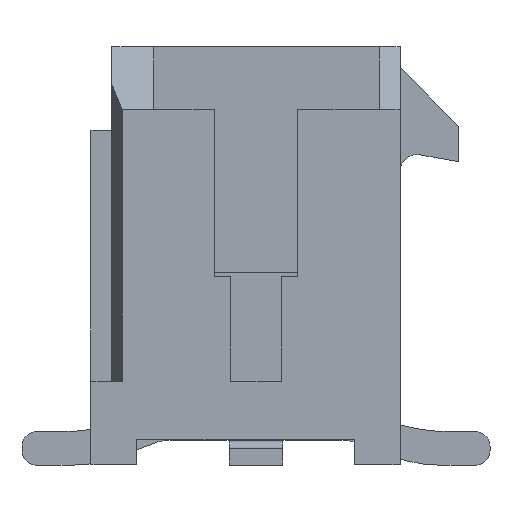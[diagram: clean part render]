
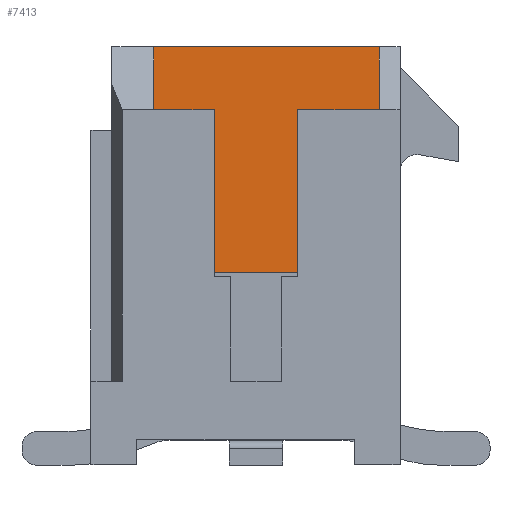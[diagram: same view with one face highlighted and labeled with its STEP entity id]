
A CAD part, left-side view. The second image highlights one B-rep face of the part: STEP entity #7413.
In plain terms, the highlighted planar face has unit normal (-1, 0, 0).
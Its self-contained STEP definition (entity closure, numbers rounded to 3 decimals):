
#83 = CARTESIAN_POINT ( 'NONE',  ( -1.8, 0.95, 8.51 ) ) ;
#117 = VECTOR ( 'NONE', #8316, 1000. ) ;
#251 = VECTOR ( 'NONE', #11174, 1000. ) ;
#689 = LINE ( 'NONE', #9297, #13294 ) ;
#722 = ORIENTED_EDGE ( 'NONE', *, *, #3728, .T. ) ;
#897 = CARTESIAN_POINT ( 'NONE',  ( -1.8, -2.1, 1.51 ) ) ;
#1152 = VERTEX_POINT ( 'NONE', #8074 ) ;
#1256 = CARTESIAN_POINT ( 'NONE',  ( -1.8, -2.1, 2.01 ) ) ;
#1269 = VERTEX_POINT ( 'NONE', #15399 ) ;
#1299 = EDGE_CURVE ( 'NONE', #5066, #12126, #18516, .T. ) ;
#1474 = CARTESIAN_POINT ( 'NONE',  ( -1.8, -4.45, 10.01 ) ) ;
#1535 = DIRECTION ( 'NONE',  ( 0., -1., 0. ) ) ;
#1548 = ORIENTED_EDGE ( 'NONE', *, *, #11154, .F. ) ;
#1599 = LINE ( 'NONE', #8371, #17660 ) ;
#1647 = VERTEX_POINT ( 'NONE', #2370 ) ;
#1877 = VERTEX_POINT ( 'NONE', #6813 ) ;
#2035 = ORIENTED_EDGE ( 'NONE', *, *, #13531, .T. ) ;
#2176 = ORIENTED_EDGE ( 'NONE', *, *, #1299, .T. ) ;
#2193 = CARTESIAN_POINT ( 'NONE',  ( -1.8, 0.95, 8.51 ) ) ;
#2314 = DIRECTION ( 'NONE',  ( 0., 0., -1. ) ) ;
#2370 = CARTESIAN_POINT ( 'NONE',  ( -1.8, 0.95, 10.01 ) ) ;
#3026 = ORIENTED_EDGE ( 'NONE', *, *, #6805, .T. ) ;
#3307 = LINE ( 'NONE', #83, #10567 ) ;
#3385 = CARTESIAN_POINT ( 'NONE',  ( -1.8, 0.95, 8.51 ) ) ;
#3579 = VECTOR ( 'NONE', #14069, 1000. ) ;
#3728 = EDGE_CURVE ( 'NONE', #5797, #19100, #1599, .T. ) ;
#4295 = VECTOR ( 'NONE', #12166, 1000. ) ;
#5066 = VERTEX_POINT ( 'NONE', #11492 ) ;
#5571 = ORIENTED_EDGE ( 'NONE', *, *, #13141, .T. ) ;
#5652 = VECTOR ( 'NONE', #7322, 1000. ) ;
#5797 = VERTEX_POINT ( 'NONE', #9138 ) ;
#6249 = DIRECTION ( 'NONE',  ( 0., 0., 1. ) ) ;
#6534 = CARTESIAN_POINT ( 'NONE',  ( -1.8, -2.5, 4.51 ) ) ;
#6569 = FACE_OUTER_BOUND ( 'NONE', #19427, .T. ) ;
#6623 = ORIENTED_EDGE ( 'NONE', *, *, #15241, .T. ) ;
#6642 = CARTESIAN_POINT ( 'NONE',  ( -1.8, -0.5, 4.51 ) ) ;
#6805 = EDGE_CURVE ( 'NONE', #16309, #5797, #10767, .T. ) ;
#6813 = CARTESIAN_POINT ( 'NONE',  ( -1.8, -2.5, 8.51 ) ) ;
#7196 = CARTESIAN_POINT ( 'NONE',  ( -1.8, -2.5, 4.51 ) ) ;
#7322 = DIRECTION ( 'NONE',  ( 0., 0., 1. ) ) ;
#7413 = ADVANCED_FACE ( 'NONE', ( #6569 ), #9475, .F. ) ;
#7465 = CARTESIAN_POINT ( 'NONE',  ( -1.8, -0.5, 8.51 ) ) ;
#7619 = DIRECTION ( 'NONE',  ( 0., 1., 0. ) ) ;
#7958 = DIRECTION ( 'NONE',  ( 0., -1., 0. ) ) ;
#8074 = CARTESIAN_POINT ( 'NONE',  ( -1.8, -2.5, 4.51 ) ) ;
#8186 = CARTESIAN_POINT ( 'NONE',  ( -1.8, -0.9, 4.51 ) ) ;
#8209 = LINE ( 'NONE', #6642, #18353 ) ;
#8316 = DIRECTION ( 'NONE',  ( 0., -1., 0. ) ) ;
#8371 = CARTESIAN_POINT ( 'NONE',  ( -1.8, 0.95, 1.51 ) ) ;
#8697 = EDGE_CURVE ( 'NONE', #14689, #1647, #3307, .T. ) ;
#8891 = CARTESIAN_POINT ( 'NONE',  ( -1.8, -0.5, 4.51 ) ) ;
#9138 = CARTESIAN_POINT ( 'NONE',  ( -1.8, -0.9, 1.51 ) ) ;
#9284 = AXIS2_PLACEMENT_3D ( 'NONE', #9893, #10198, #2314 ) ;
#9297 = CARTESIAN_POINT ( 'NONE',  ( -1.8, 0.95, 10.01 ) ) ;
#9475 = PLANE ( 'NONE',  #9284 ) ;
#9893 = CARTESIAN_POINT ( 'NONE',  ( -1.8, 0.95, 8.51 ) ) ;
#10198 = DIRECTION ( 'NONE',  ( 1., 0., 0. ) ) ;
#10317 = EDGE_CURVE ( 'NONE', #1152, #1877, #20075, .T. ) ;
#10428 = CARTESIAN_POINT ( 'NONE',  ( -1.8, -4.45, 8.51 ) ) ;
#10567 = VECTOR ( 'NONE', #10893, 1000. ) ;
#10730 = LINE ( 'NONE', #1256, #13693 ) ;
#10767 = LINE ( 'NONE', #15738, #3579 ) ;
#10893 = DIRECTION ( 'NONE',  ( 0., 0., 1. ) ) ;
#10987 = ORIENTED_EDGE ( 'NONE', *, *, #10317, .T. ) ;
#11107 = LINE ( 'NONE', #14010, #14608 ) ;
#11154 = EDGE_CURVE ( 'NONE', #5066, #1877, #11584, .T. ) ;
#11174 = DIRECTION ( 'NONE',  ( 0., 1., 0. ) ) ;
#11213 = LINE ( 'NONE', #6534, #117 ) ;
#11492 = CARTESIAN_POINT ( 'NONE',  ( -1.8, -4.45, 8.51 ) ) ;
#11584 = LINE ( 'NONE', #17918, #16277 ) ;
#11960 = VERTEX_POINT ( 'NONE', #8891 ) ;
#12126 = VERTEX_POINT ( 'NONE', #1474 ) ;
#12166 = DIRECTION ( 'NONE',  ( 0., 0., 1. ) ) ;
#12647 = DIRECTION ( 'NONE',  ( 0., 0., -1. ) ) ;
#13141 = EDGE_CURVE ( 'NONE', #11960, #16309, #11107, .T. ) ;
#13294 = VECTOR ( 'NONE', #7619, 1000. ) ;
#13482 = ORIENTED_EDGE ( 'NONE', *, *, #8697, .F. ) ;
#13531 = EDGE_CURVE ( 'NONE', #12126, #1647, #689, .T. ) ;
#13693 = VECTOR ( 'NONE', #6249, 1000. ) ;
#14010 = CARTESIAN_POINT ( 'NONE',  ( -1.8, -0.9, 4.51 ) ) ;
#14069 = DIRECTION ( 'NONE',  ( 0., 0., -1. ) ) ;
#14608 = VECTOR ( 'NONE', #1535, 1000. ) ;
#14689 = VERTEX_POINT ( 'NONE', #2193 ) ;
#14838 = EDGE_CURVE ( 'NONE', #19100, #1269, #10730, .T. ) ;
#15216 = EDGE_CURVE ( 'NONE', #17218, #11960, #8209, .T. ) ;
#15241 = EDGE_CURVE ( 'NONE', #1269, #1152, #11213, .T. ) ;
#15399 = CARTESIAN_POINT ( 'NONE',  ( -1.8, -2.1, 4.51 ) ) ;
#15738 = CARTESIAN_POINT ( 'NONE',  ( -1.8, -0.9, 2.01 ) ) ;
#16277 = VECTOR ( 'NONE', #18017, 1000. ) ;
#16309 = VERTEX_POINT ( 'NONE', #8186 ) ;
#16629 = ORIENTED_EDGE ( 'NONE', *, *, #15216, .T. ) ;
#17218 = VERTEX_POINT ( 'NONE', #7465 ) ;
#17660 = VECTOR ( 'NONE', #7958, 1000. ) ;
#17918 = CARTESIAN_POINT ( 'NONE',  ( -1.8, 0.95, 8.51 ) ) ;
#18017 = DIRECTION ( 'NONE',  ( 0., 1., 0. ) ) ;
#18264 = ORIENTED_EDGE ( 'NONE', *, *, #14838, .T. ) ;
#18310 = EDGE_CURVE ( 'NONE', #17218, #14689, #18948, .T. ) ;
#18353 = VECTOR ( 'NONE', #12647, 1000. ) ;
#18516 = LINE ( 'NONE', #10428, #5652 ) ;
#18948 = LINE ( 'NONE', #3385, #251 ) ;
#19100 = VERTEX_POINT ( 'NONE', #897 ) ;
#19427 = EDGE_LOOP ( 'NONE', ( #3026, #722, #18264, #6623, #10987, #1548, #2176, #2035, #13482, #19661, #16629, #5571 ) ) ;
#19661 = ORIENTED_EDGE ( 'NONE', *, *, #18310, .F. ) ;
#20075 = LINE ( 'NONE', #7196, #4295 ) ;
